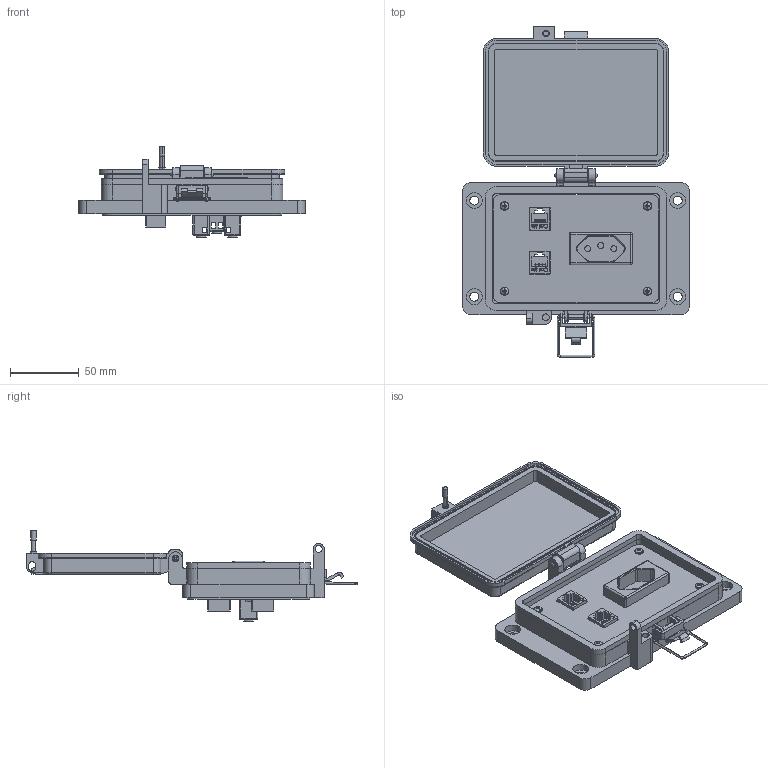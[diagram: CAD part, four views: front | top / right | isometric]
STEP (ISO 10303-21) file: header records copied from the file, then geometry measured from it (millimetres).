
FILE_DESCRIPTION (( 'STEP AP203' ), '1' );
FILE_NAME ('P-R2#2-M3RQB0_3D.STEP', '2021-12-08T15:51:45', ( '' ), ( '' ), 'SwSTEP 2.0', 'SolidWorks 2019', '' );
FILE_SCHEMA (( 'CONFIG_CONTROL_DESIGN' ));
Length unit declared in the file: millimetre
Products named in the file (13): P-R2#2-M3RQB0_BP180_1; Z-H-M3_B; R2; P-R2#2-M3RQB0_FP060_1; Z-300-RJ45CAT5; Z-200-OTLT-RQB; RQB; P-R2#2-M3RQB0_TP060_1; Z-000-4243316TFP; 92005A124_METRIC PAN HEAD PHILLIPS MACHINE SCREW_92005A124; P-R2#2-M3RQB0_3D; -M3
Assembly tree (22 placements, depth 3):
  P-R2#2-M3RQB0_3D
    P-R2#2-M3RQB0_FP060_1
    P-R2#2-M3RQB0_BP180_1
    P-R2#2-M3RQB0_TP060_1  x2
    Z-000-4243316TFP  x6
    R2
      Z-300-RJ45CAT5
    R2
      Z-300-RJ45CAT5
    RQB
      Z-200-OTLT-RQB
    -M3
      Z-H-M3_B
    92005A124_METRIC PAN HEAD PHILLIPS MACHINE SCREW_92005A124  x4
Bounding box: 164.96 x 240.59 x 66.19 mm (x, y, z)
Volume: 248655.7 mm3; surface area: 148366.1 mm2
Topology: 27 solids, 27 shells, 2548 faces, 7080 edges, 4653 vertices
Faces by surface type: cylinder 1045, plane 970, bspline 382, cone 98, torus 33, sphere 20
Entity records: 53848 total; most frequent: CARTESIAN_POINT 18575, ORIENTED_EDGE 7528, DIRECTION 6319, EDGE_CURVE 3764, VERTEX_POINT 2466, LINE 2175, VECTOR 2175, AXIS2_PLACEMENT_3D 2072
